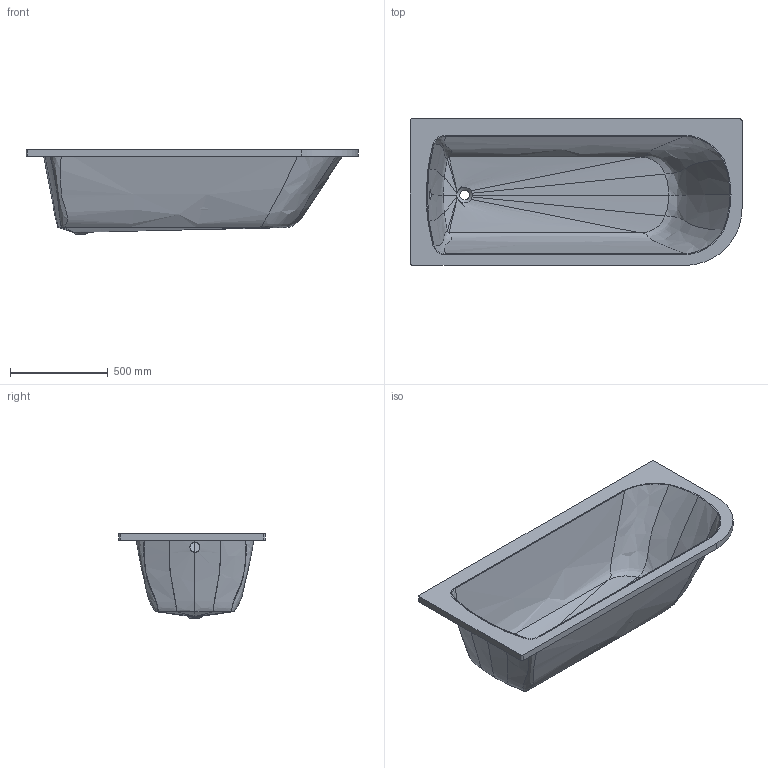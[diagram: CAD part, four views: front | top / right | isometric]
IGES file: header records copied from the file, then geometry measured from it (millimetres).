
Global section: file name: R38BS-1777H-L_1; native system: AutoCAD 2016 - English; preprocessor: Autodesk Translation Framework DWG producer (atf_dwg_producer); organization: unknown; date: 20170503.142602; units: millimetre
Bounding box: 1700 x 750 x 435 mm (x, y, z)
Volume: 23231515.4 mm3; surface area: 4923419.5 mm2
Topology: 2 solids, 2 shells, 73 faces, 202 edges, 130 vertices
Faces by surface type: bspline 73
